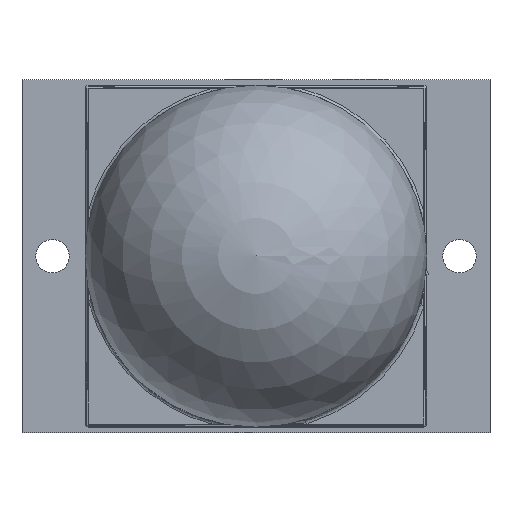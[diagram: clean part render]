
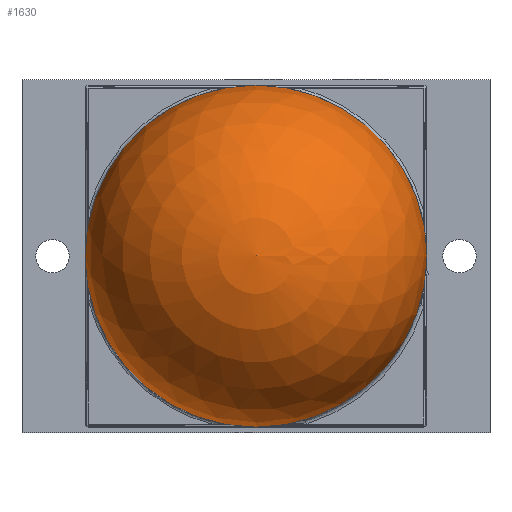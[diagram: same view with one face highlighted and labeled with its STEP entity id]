
A CAD part, top view. The second image highlights one B-rep face of the part: STEP entity #1630.
In plain terms, the highlighted spherical face has radius 11.75 mm.
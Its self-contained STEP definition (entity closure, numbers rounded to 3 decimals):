
#481 = VERTEX_POINT('',#482);
#482 = CARTESIAN_POINT('',(11.75,0.,15.5));
#488 = EDGE_CURVE('',#481,#481,#489,.T.);
#489 = CIRCLE('',#490,11.75);
#490 = AXIS2_PLACEMENT_3D('',#491,#492,#493);
#491 = CARTESIAN_POINT('',(0.,0.,15.5));
#492 = DIRECTION('',(0.,0.,1.));
#493 = DIRECTION('',(1.,0.,0.));
#1630 = ADVANCED_FACE('',(#1631),#1644,.T.);
#1631 = FACE_BOUND('',#1632,.T.);
#1632 = EDGE_LOOP('',(#1633,#1642,#1643));
#1633 = ORIENTED_EDGE('',*,*,#1634,.F.);
#1634 = EDGE_CURVE('',#481,#1635,#1637,.T.);
#1635 = VERTEX_POINT('',#1636);
#1636 = CARTESIAN_POINT('',(0.,0.,27.25
    ));
#1637 = CIRCLE('',#1638,11.75);
#1638 = AXIS2_PLACEMENT_3D('',#1639,#1640,#1641);
#1639 = CARTESIAN_POINT('',(0.,0.,15.5));
#1640 = DIRECTION('',(0.,-1.,0.));
#1641 = DIRECTION('',(1.,0.,0.));
#1642 = ORIENTED_EDGE('',*,*,#488,.T.);
#1643 = ORIENTED_EDGE('',*,*,#1634,.T.);
#1644 = SPHERICAL_SURFACE('',#1645,11.75);
#1645 = AXIS2_PLACEMENT_3D('',#1646,#1647,#1648);
#1646 = CARTESIAN_POINT('',(0.,0.,15.5));
#1647 = DIRECTION('',(0.,0.,1.));
#1648 = DIRECTION('',(1.,0.,0.));
